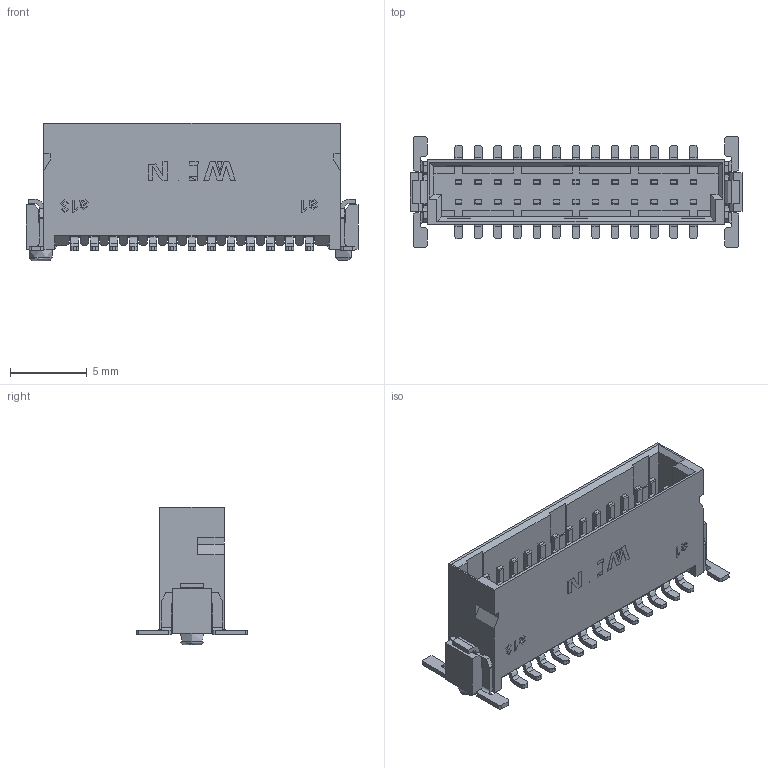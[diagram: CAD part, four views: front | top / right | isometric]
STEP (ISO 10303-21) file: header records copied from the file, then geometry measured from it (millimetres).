
FILE_DESCRIPTION( ('This file contains a STEP AP42 implementation' ,'as created by ZW3D STEP Interface translator.') ,'2;1' );
FILE_NAME( '3910-P026-082MSXWR1W.stp' ,'23 415.143714', (''), ('ZWCAD Software Co.'), 'Version 1.0', 'ZW3D to STEP translator', '' );
FILE_SCHEMA(('AUTOMOTIVE_DESIGN { 1 0 10303 214 1 1 1 1 }'));
Length unit declared in the file: millimetre
Products named in the file (2): 0; 3910-P026-082MS1WR1W
Bounding box: 21.56 x 7.2 x 8.95 mm (x, y, z)
Volume: 338.7 mm3
Topology: 4 solids, 5 shells, 2130 faces, 6766 edges, 4452 vertices
Faces by surface type: plane 1618, cylinder 447, bspline 64, torus 1
Full cylindrical faces by diameter (mm): 1.5 x1
Entity records: 77496 total; most frequent: CARTESIAN_POINT 14873, ORIENTED_EDGE 13536, DIRECTION 11597, EDGE_CURVE 6768, VECTOR 5677, LINE 5677, VERTEX_POINT 4452, AXIS2_PLACEMENT_3D 2960
